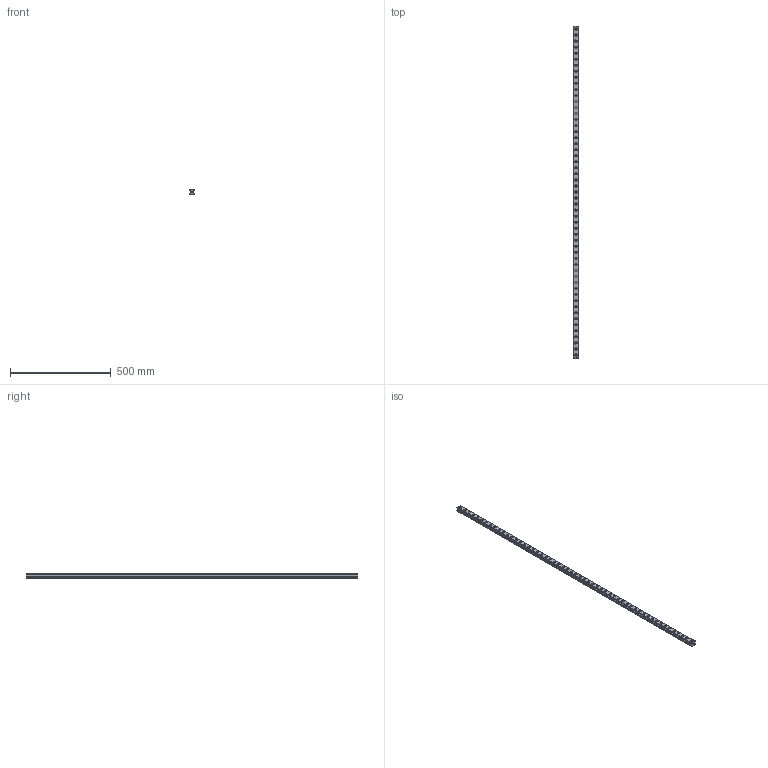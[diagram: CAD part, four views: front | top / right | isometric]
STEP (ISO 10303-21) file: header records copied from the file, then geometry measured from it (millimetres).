
FILE_DESCRIPTION(('STEP AP214'),'1');
FILE_NAME('cctmp_A0760B80-B152-4BE9-9CEE-C889AFABE627_2021_03_10_17_42_45_0381..stp','2021-03-10T16:42:45',('HIWIN GmbH'),('CADClick - www.CADClick.com'),'Spatial InterOp 3D',' ','unknown authorization');
FILE_SCHEMA(('AUTOMOTIVE_DESIGN'));
Length unit declared in the file: millimetre
Products named in the file (1): RGR25R1650H_FILE
Bounding box: 23 x 1650 x 23.6 mm (x, y, z)
Volume: 661679.9 mm3; surface area: 205152.1 mm2
Topology: 1 solids, 1 shells, 612 faces, 1323 edges, 882 vertices
Faces by surface type: cylinder 348, plane 264
Entity records: 21883 total; most frequent: DIRECTION 3245, CARTESIAN_POINT 2818, ORIENTED_EDGE 2646, EDGE_CURVE 1323, AXIS2_PLACEMENT_3D 1309, VERTEX_POINT 882, EDGE_LOOP 781, CIRCLE 696
